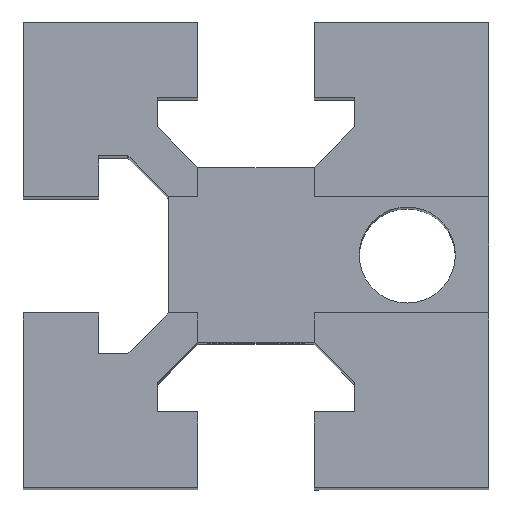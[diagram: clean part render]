
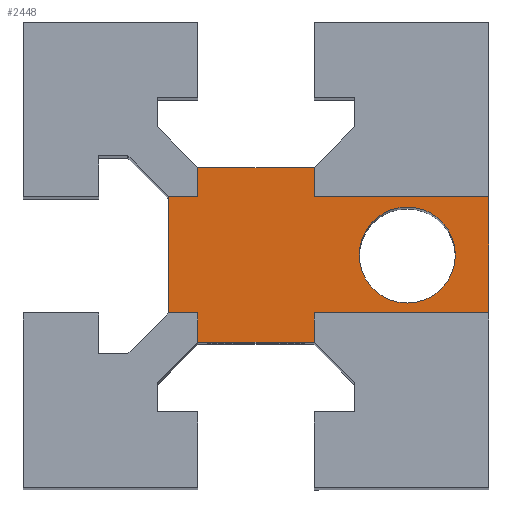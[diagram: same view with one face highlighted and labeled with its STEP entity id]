
A CAD part, top view. The second image highlights one B-rep face of the part: STEP entity #2448.
In plain terms, the highlighted planar face has unit normal (0, 0, 1).
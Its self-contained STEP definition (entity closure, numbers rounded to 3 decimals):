
#942=EDGE_CURVE('',#1870,#1188,#2779,.T.);
#1056=VERTEX_POINT('',#2904);
#1072=VERTEX_POINT('',#2920);
#1188=VERTEX_POINT('',#3042);
#1266=EDGE_CURVE('',#2612,#1056,#3124,.T.);
#1392=VERTEX_POINT('',#3262);
#1508=EDGE_CURVE('',#1512,#2020,#3390,.T.);
#1512=VERTEX_POINT('',#3394);
#1586=EDGE_CURVE('',#2020,#2612,#3475,.T.);
#1694=EDGE_CURVE('',#1072,#2170,#3592,.T.);
#1814=VERTEX_POINT('',#3721);
#1822=VERTEX_POINT('',#3729);
#1870=VERTEX_POINT('',#3781);
#1906=EDGE_CURVE('',#2170,#1822,#3825,.T.);
#2020=VERTEX_POINT('',#3951);
#2170=VERTEX_POINT('',#4117);
#2196=VERTEX_POINT('',#4145);
#2246=EDGE_CURVE('',#2196,#1814,#4207,.T.);
#2318=EDGE_CURVE('',#1512,#2588,#4285,.T.);
#2368=EDGE_CURVE('',#2608,#2588,#4340,.T.);
#2424=EDGE_CURVE('',#1188,#1072,#4405,.T.);
#2448=ADVANCED_FACE('',(#4431,#4432),#4433,.F.);
#2450=EDGE_CURVE('',#1056,#1392,#4435,.T.);
#2560=EDGE_CURVE('',#1822,#2608,#4553,.T.);
#2588=VERTEX_POINT('',#4584);
#2594=EDGE_CURVE('',#1814,#2196,#4592,.T.);
#2608=VERTEX_POINT('',#4606);
#2612=VERTEX_POINT('',#4610);
#2684=EDGE_CURVE('',#1392,#1870,#4687,.T.);
#2779=LINE('',#4785,#4786);
#2904=CARTESIAN_POINT('',(-5.,-5.,107.5));
#2920=CARTESIAN_POINT('',(-5.,7.5,107.5));
#3042=CARTESIAN_POINT('',(-5.0,5.,107.5));
#3124=LINE('',#5286,#5287);
#3262=CARTESIAN_POINT('',(-7.5,-5.,107.5));
#3390=LINE('',#5660,#5661);
#3394=CARTESIAN_POINT('',(5.0,-5.,107.5));
#3475=LINE('',#5782,#5783);
#3592=LINE('',#5956,#5957);
#3721=CARTESIAN_POINT('',(17.125,0.,107.5));
#3729=CARTESIAN_POINT('',(5.0,5.,107.5));
#3781=CARTESIAN_POINT('',(-7.5,5.,107.5));
#3825=LINE('',#6286,#6287);
#3951=CARTESIAN_POINT('',(5.0,-7.5,107.5));
#4117=CARTESIAN_POINT('',(5.0,7.5,107.5));
#4145=CARTESIAN_POINT('',(8.875,0.0,107.5));
#4207=CIRCLE('',#6819,4.125);
#4285=LINE('',#6936,#6937);
#4340=LINE('',#7019,#7020);
#4405=LINE('',#7113,#7114);
#4431=FACE_OUTER_BOUND('',#7150,.T.);
#4432=FACE_BOUND('',#7151,.T.);
#4433=PLANE('',#7152);
#4435=LINE('',#7155,#7156);
#4553=LINE('',#7336,#7337);
#4584=CARTESIAN_POINT('',(20.0,-5.,107.5));
#4592=CIRCLE('',#7390,4.125);
#4606=CARTESIAN_POINT('',(20.0,5.,107.5));
#4610=CARTESIAN_POINT('',(-5.0,-7.5,107.5));
#4687=LINE('',#7529,#7530);
#4785=CARTESIAN_POINT('',(-20.0,5.,107.5));
#4786=VECTOR('',#7649,1000.0);
#5286=CARTESIAN_POINT('',(-5.0,5.,107.5));
#5287=VECTOR('',#7937,1000.0);
#5660=CARTESIAN_POINT('',(5.0,5.,107.5));
#5661=VECTOR('',#8182,1000.0);
#5782=CARTESIAN_POINT('',(-20.0,-7.5,107.5));
#5783=VECTOR('',#8269,1000.0);
#5956=CARTESIAN_POINT('',(-20.0,7.5,107.5));
#5957=VECTOR('',#8380,1000.0);
#6286=CARTESIAN_POINT('',(5.0,5.,107.5));
#6287=VECTOR('',#8646,1000.0);
#6819=AXIS2_PLACEMENT_3D('',#9100,#9101,#9102);
#6936=CARTESIAN_POINT('',(-20.0,-5.,107.5));
#6937=VECTOR('',#9185,1000.0);
#7019=CARTESIAN_POINT('',(20.0,20.0,107.5));
#7020=VECTOR('',#9259,1000.0);
#7113=CARTESIAN_POINT('',(-5.0,5.,107.5));
#7114=VECTOR('',#9348,1000.0);
#7150=EDGE_LOOP('',(#9371,#9372,#9373,#9374,#9375,#9376,#9377,#9378,#9379,#9380,#9381,#9382));
#7151=EDGE_LOOP('',(#9383,#9384));
#7152=AXIS2_PLACEMENT_3D('',#9385,#9386,#9387);
#7155=CARTESIAN_POINT('',(-20.0,-5.,107.5));
#7156=VECTOR('',#9388,1000.0);
#7336=CARTESIAN_POINT('',(-20.0,5.,107.5));
#7337=VECTOR('',#9502,1000.0);
#7390=AXIS2_PLACEMENT_3D('',#9552,#9553,#9554);
#7529=CARTESIAN_POINT('',(-7.5,5.,107.5));
#7530=VECTOR('',#9627,1000.0);
#7649=DIRECTION('',(1.0,0.0,0.0));
#7937=DIRECTION('',(0.0,1.0,0.0));
#8182=DIRECTION('',(0.0,-1.0,0.0));
#8269=DIRECTION('',(-1.0,0.0,0.0));
#8380=DIRECTION('',(1.0,0.0,0.0));
#8646=DIRECTION('',(0.0,-1.0,0.0));
#9100=CARTESIAN_POINT('',(13.0,0.0,107.5));
#9101=DIRECTION('',(0.0,0.0,1.0));
#9102=DIRECTION('',(-1.0,0.0,0.0));
#9185=DIRECTION('',(1.0,0.0,0.0));
#9259=DIRECTION('',(0.0,-1.0,0.0));
#9348=DIRECTION('',(0.0,1.0,0.0));
#9371=ORIENTED_EDGE('',*,*,#2368,.F.);
#9372=ORIENTED_EDGE('',*,*,#2560,.F.);
#9373=ORIENTED_EDGE('',*,*,#1906,.F.);
#9374=ORIENTED_EDGE('',*,*,#1694,.F.);
#9375=ORIENTED_EDGE('',*,*,#2424,.F.);
#9376=ORIENTED_EDGE('',*,*,#942,.F.);
#9377=ORIENTED_EDGE('',*,*,#2684,.F.);
#9378=ORIENTED_EDGE('',*,*,#2450,.F.);
#9379=ORIENTED_EDGE('',*,*,#1266,.F.);
#9380=ORIENTED_EDGE('',*,*,#1586,.F.);
#9381=ORIENTED_EDGE('',*,*,#1508,.F.);
#9382=ORIENTED_EDGE('',*,*,#2318,.T.);
#9383=ORIENTED_EDGE('',*,*,#2246,.F.);
#9384=ORIENTED_EDGE('',*,*,#2594,.F.);
#9385=CARTESIAN_POINT('',(-20.0,5.,107.5));
#9386=DIRECTION('',(0.0,0.0,-1.0));
#9387=DIRECTION('',(-1.0,0.0,0.0));
#9388=DIRECTION('',(-1.0,0.0,0.0));
#9502=DIRECTION('',(1.0,0.0,0.0));
#9552=CARTESIAN_POINT('',(13.0,0.0,107.5));
#9553=DIRECTION('',(0.0,0.0,1.0));
#9554=DIRECTION('',(-1.0,0.0,0.0));
#9627=DIRECTION('',(0.0,1.0,0.0));
